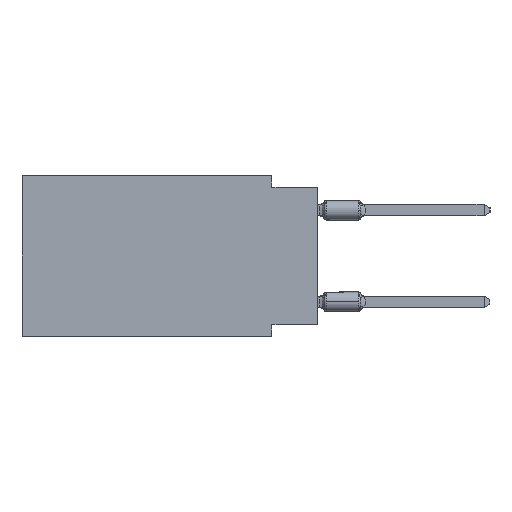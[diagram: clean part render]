
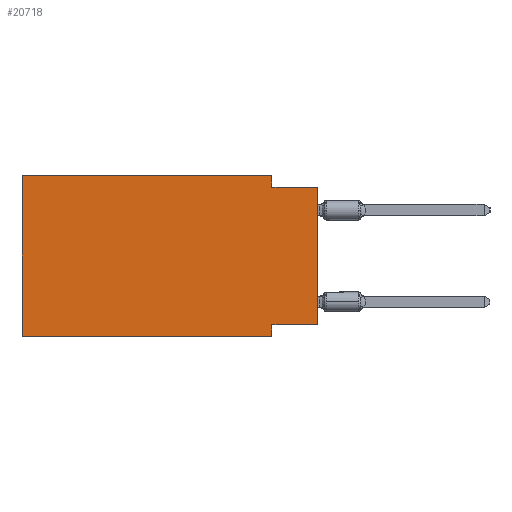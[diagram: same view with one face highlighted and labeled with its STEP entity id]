
A CAD part, left-side view. The second image highlights one B-rep face of the part: STEP entity #20718.
In plain terms, the highlighted planar face has unit normal (-1, 0, 0).
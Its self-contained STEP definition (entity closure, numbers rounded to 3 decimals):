
#77 = EDGE_CURVE ( 'NONE', #6100, #20778, #23384, .T. ) ;
#747 = CARTESIAN_POINT ( 'NONE',  ( 0., 0., -0.635 ) ) ;
#1089 = AXIS2_PLACEMENT_3D ( 'NONE', #21757, #1366, #28591 ) ;
#1121 = CARTESIAN_POINT ( 'NONE',  ( 0., 2.54, 0. ) ) ;
#1309 = CARTESIAN_POINT ( 'NONE',  ( 0., 16.383, 0. ) ) ;
#1312 = LINE ( 'NONE', #13224, #25208 ) ;
#1366 = DIRECTION ( 'NONE',  ( 1., 0., 0. ) ) ;
#1516 = CARTESIAN_POINT ( 'NONE',  ( 0., 0., -8.255 ) ) ;
#1832 = ORIENTED_EDGE ( 'NONE', *, *, #9279, .T. ) ;
#2104 = LINE ( 'NONE', #13426, #8700 ) ;
#2939 = DIRECTION ( 'NONE',  ( 0., 0., -1. ) ) ;
#3629 = ORIENTED_EDGE ( 'NONE', *, *, #5666, .F. ) ;
#3651 = CARTESIAN_POINT ( 'NONE',  ( 0., 2.54, -0.635 ) ) ;
#3753 = EDGE_CURVE ( 'NONE', #10436, #6754, #18422, .T. ) ;
#4476 = VECTOR ( 'NONE', #22469, 1000. ) ;
#5020 = VECTOR ( 'NONE', #15270, 1000. ) ;
#5519 = ORIENTED_EDGE ( 'NONE', *, *, #16892, .T. ) ;
#5666 = EDGE_CURVE ( 'NONE', #21943, #13062, #28507, .T. ) ;
#5841 = FACE_OUTER_BOUND ( 'NONE', #23304, .T. ) ;
#6100 = VERTEX_POINT ( 'NONE', #3651 ) ;
#6754 = VERTEX_POINT ( 'NONE', #1121 ) ;
#6978 = VECTOR ( 'NONE', #20834, 1000. ) ;
#7460 = CARTESIAN_POINT ( 'NONE',  ( 0., 16.383, -8.89 ) ) ;
#7491 = VECTOR ( 'NONE', #8030, 1000. ) ;
#8030 = DIRECTION ( 'NONE',  ( 0., 0., 1. ) ) ;
#8294 = CARTESIAN_POINT ( 'NONE',  ( 0., 0., -8.255 ) ) ;
#8700 = VECTOR ( 'NONE', #11188, 1000. ) ;
#9279 = EDGE_CURVE ( 'NONE', #21943, #20778, #1312, .T. ) ;
#9448 = ORIENTED_EDGE ( 'NONE', *, *, #20818, .F. ) ;
#9667 = LINE ( 'NONE', #7460, #13736 ) ;
#10062 = CARTESIAN_POINT ( 'NONE',  ( 0., 2.54, -8.255 ) ) ;
#10436 = VERTEX_POINT ( 'NONE', #26593 ) ;
#11188 = DIRECTION ( 'NONE',  ( 0., 0., -1. ) ) ;
#11731 = ORIENTED_EDGE ( 'NONE', *, *, #77, .F. ) ;
#12657 = EDGE_CURVE ( 'NONE', #13544, #10436, #23797, .T. ) ;
#13062 = VERTEX_POINT ( 'NONE', #10062 ) ;
#13224 = CARTESIAN_POINT ( 'NONE',  ( 0., 0., 0. ) ) ;
#13426 = CARTESIAN_POINT ( 'NONE',  ( 0., 2.54, 0. ) ) ;
#13544 = VERTEX_POINT ( 'NONE', #19087 ) ;
#13569 = CARTESIAN_POINT ( 'NONE',  ( 0., 0., -0.635 ) ) ;
#13736 = VECTOR ( 'NONE', #18432, 1000. ) ;
#14923 = PLANE ( 'NONE',  #1089 ) ;
#15270 = DIRECTION ( 'NONE',  ( 0., 1., 0. ) ) ;
#16892 = EDGE_CURVE ( 'NONE', #13544, #28623, #9667, .T. ) ;
#17129 = ORIENTED_EDGE ( 'NONE', *, *, #12657, .F. ) ;
#18422 = LINE ( 'NONE', #27367, #4476 ) ;
#18432 = DIRECTION ( 'NONE',  ( 0., -1., 0. ) ) ;
#18449 = EDGE_CURVE ( 'NONE', #13062, #28623, #20773, .T. ) ;
#19087 = CARTESIAN_POINT ( 'NONE',  ( 0., 16.383, -8.89 ) ) ;
#20718 = ADVANCED_FACE ( 'NONE', ( #5841 ), #14923, .F. ) ;
#20773 = LINE ( 'NONE', #23326, #26068 ) ;
#20778 = VERTEX_POINT ( 'NONE', #13569 ) ;
#20818 = EDGE_CURVE ( 'NONE', #6754, #6100, #2104, .T. ) ;
#20834 = DIRECTION ( 'NONE',  ( 0., -1., 0. ) ) ;
#21757 = CARTESIAN_POINT ( 'NONE',  ( 0., 16.383, 0. ) ) ;
#21943 = VERTEX_POINT ( 'NONE', #1516 ) ;
#22292 = DIRECTION ( 'NONE',  ( 0., 0., 1. ) ) ;
#22469 = DIRECTION ( 'NONE',  ( 0., -1., 0. ) ) ;
#23304 = EDGE_LOOP ( 'NONE', ( #1832, #11731, #9448, #26749, #17129, #5519, #25354, #3629 ) ) ;
#23326 = CARTESIAN_POINT ( 'NONE',  ( 0., 2.54, -8.89 ) ) ;
#23384 = LINE ( 'NONE', #747, #6978 ) ;
#23797 = LINE ( 'NONE', #1309, #7491 ) ;
#24627 = CARTESIAN_POINT ( 'NONE',  ( 0., 2.54, -8.89 ) ) ;
#25208 = VECTOR ( 'NONE', #22292, 1000. ) ;
#25354 = ORIENTED_EDGE ( 'NONE', *, *, #18449, .F. ) ;
#26068 = VECTOR ( 'NONE', #2939, 1000. ) ;
#26593 = CARTESIAN_POINT ( 'NONE',  ( 0., 16.383, 0. ) ) ;
#26749 = ORIENTED_EDGE ( 'NONE', *, *, #3753, .F. ) ;
#27367 = CARTESIAN_POINT ( 'NONE',  ( 0., 16.383, 0. ) ) ;
#28507 = LINE ( 'NONE', #8294, #5020 ) ;
#28591 = DIRECTION ( 'NONE',  ( 0., 0., -1. ) ) ;
#28623 = VERTEX_POINT ( 'NONE', #24627 ) ;
